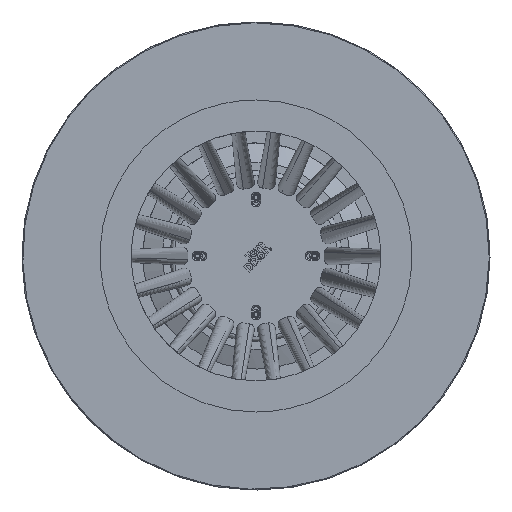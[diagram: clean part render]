
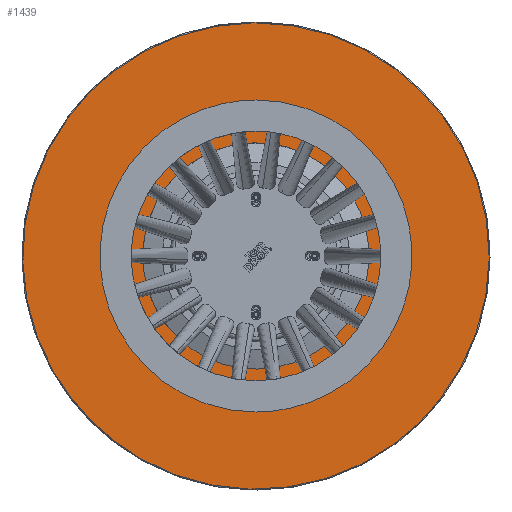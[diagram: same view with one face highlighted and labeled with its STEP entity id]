
A CAD part, front view. The second image highlights one B-rep face of the part: STEP entity #1439.
In plain terms, the highlighted planar face has unit normal (0, -1, 0).
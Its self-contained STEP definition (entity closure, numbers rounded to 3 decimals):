
#267=(
BOUNDED_CURVE()
B_SPLINE_CURVE(2,(#46562,#46563,#46564,#46565,#46566),.UNSPECIFIED.,.F.,
 .F.)
B_SPLINE_CURVE_WITH_KNOTS((3,2,3),(0.,469.668,939.336),
 .UNSPECIFIED.)
CURVE()
GEOMETRIC_REPRESENTATION_ITEM()
RATIONAL_B_SPLINE_CURVE((1.,0.707,1.,0.707,1.))
REPRESENTATION_ITEM('')
);
#271=(
BOUNDED_CURVE()
B_SPLINE_CURVE(2,(#46590,#46591,#46592,#46593,#46594),.UNSPECIFIED.,.F.,
 .F.)
B_SPLINE_CURVE_WITH_KNOTS((3,2,3),(-939.336,-469.668,
0.),.UNSPECIFIED.)
CURVE()
GEOMETRIC_REPRESENTATION_ITEM()
RATIONAL_B_SPLINE_CURVE((1.,0.707,1.,0.707,1.))
REPRESENTATION_ITEM('')
);
#1439=ADVANCED_FACE('',(#2159),#10473,.T.);
#2159=FACE_OUTER_BOUND('',#2988,.T.);
#2988=EDGE_LOOP('',(#5541,#5542));
#5541=ORIENTED_EDGE('',*,*,#7464,.T.);
#5542=ORIENTED_EDGE('',*,*,#7456,.F.);
#7456=EDGE_CURVE('',#9971,#9972,#267,.T.);
#7464=EDGE_CURVE('',#9971,#9972,#271,.T.);
#9971=VERTEX_POINT('',#46544);
#9972=VERTEX_POINT('',#46545);
#10473=PLANE('',#11125);
#11125=AXIS2_PLACEMENT_3D('',#46503,#11514,$);
#11514=DIRECTION('',(0.,-1.,0.));
#46503=CARTESIAN_POINT('',(-358.8,0.,358.8));
#46544=CARTESIAN_POINT('',(0.,0.,299.));
#46545=CARTESIAN_POINT('',(0.,0.,-299.));
#46562=CARTESIAN_POINT('',(0.,0.,299.));
#46563=CARTESIAN_POINT('',(299.,0.,299.));
#46564=CARTESIAN_POINT('',(299.,0.,0.));
#46565=CARTESIAN_POINT('',(299.,0.,-299.));
#46566=CARTESIAN_POINT('',(0.,0.,-299.));
#46590=CARTESIAN_POINT('',(0.,0.,299.));
#46591=CARTESIAN_POINT('',(-299.,0.,299.));
#46592=CARTESIAN_POINT('',(-299.,0.,0.));
#46593=CARTESIAN_POINT('',(-299.,0.,-299.));
#46594=CARTESIAN_POINT('',(0.,0.,-299.));
